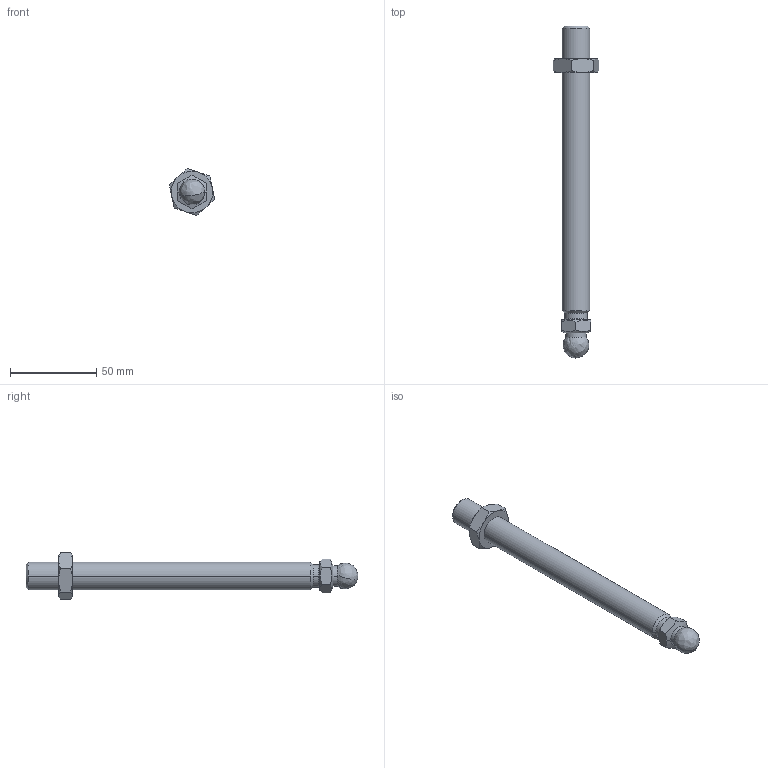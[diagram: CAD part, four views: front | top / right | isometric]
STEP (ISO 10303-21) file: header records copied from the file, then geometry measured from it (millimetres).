
FILE_DESCRIPTION (( 'STEP AP214' ), '1' );
FILE_NAME ('403537231.STEP', '2014-02-12T11:37:55', ( '' ), ( '' ), 'SwSTEP 2.0', 'SolidWorks 2014', '' );
FILE_SCHEMA (( 'AUTOMOTIVE_DESIGN' ));
Length unit declared in the file: millimetre
Products named in the file (1): 403537231
Bounding box: 26.35 x 191.97 x 27.11 mm (x, y, z)
Volume: 40197.3 mm3; surface area: 11569.7 mm2
Topology: 2 solids, 2 shells, 56 faces, 139 edges, 84 vertices
Faces by surface type: cone 26, plane 16, cylinder 10, bspline 4
Entity records: 2685 total; most frequent: CARTESIAN_POINT 772, ORIENTED_EDGE 270, DIRECTION 252, EDGE_CURVE 135, AXIS2_PLACEMENT_3D 108, VERTEX_POINT 84, UNCERTAINTY_MEASURE_WITH_UNIT 60, SURFACE_STYLE_USAGE 59
